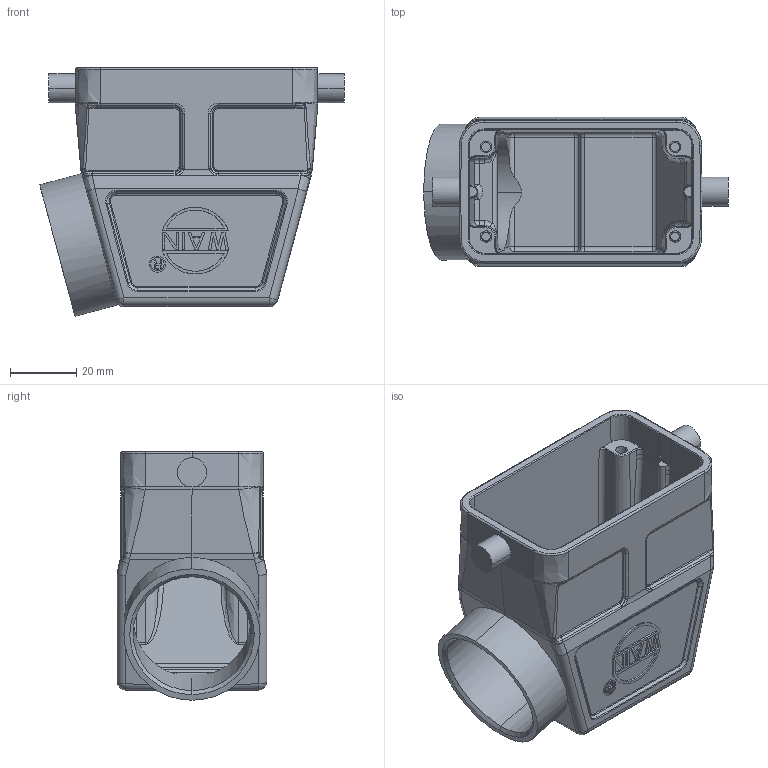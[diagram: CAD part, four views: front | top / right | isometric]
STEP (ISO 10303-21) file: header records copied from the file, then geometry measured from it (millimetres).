
FILE_DESCRIPTION((''),'2;1');
FILE_NAME('PRT0052','2020-02-18T',('lian.chen'),(''),'PRO/ENGINEER BY PARAMETRIC TECHNOLOGY CORPORATION, 2012480','PRO/ENGINEER BY PARAMETRIC TECHNOLOGY CORPORATION, 2012480','');
FILE_SCHEMA(('CONFIG_CONTROL_DESIGN'));
Length unit declared in the file: millimetre
Products named in the file (1): PRT0052
Bounding box: 91.75 x 45 x 74.88 mm (x, y, z)
Volume: 63172.8 mm3; surface area: 34934.1 mm2
Topology: 1 solids, 1 shells, 676 faces, 1642 edges, 994 vertices
Faces by surface type: plane 260, bspline 161, cylinder 152, torus 49, cone 32, sphere 14, extrusion 8
Entity records: 27010 total; most frequent: CARTESIAN_POINT 12578, ORIENTED_EDGE 3264, DIRECTION 2538, EDGE_CURVE 1632, VERTEX_POINT 994, AXIS2_PLACEMENT_3D 867, VECTOR 804, LINE 796
